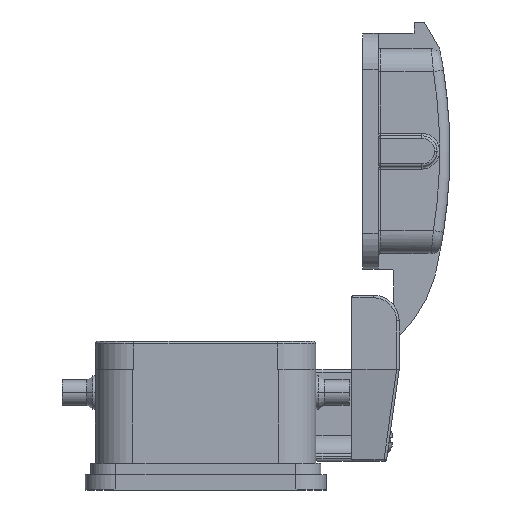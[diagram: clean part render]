
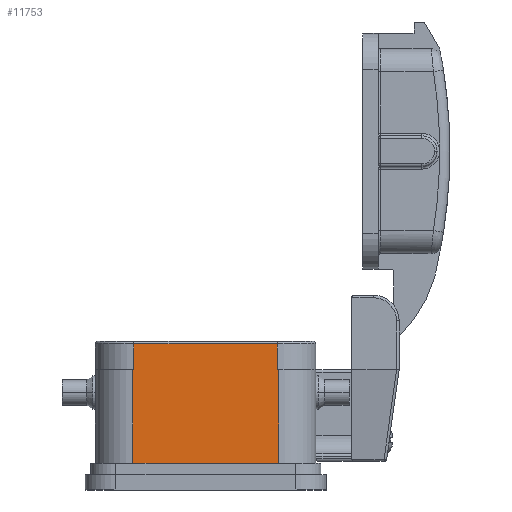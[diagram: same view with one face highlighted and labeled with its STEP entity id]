
A CAD part, left-side view. The second image highlights one B-rep face of the part: STEP entity #11753.
In plain terms, the highlighted planar face has unit normal (-1, 0, 0).
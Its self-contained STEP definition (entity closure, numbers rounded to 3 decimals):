
#82 = LINE ( 'NONE', #11458, #12117 ) ;
#318 = EDGE_CURVE ( 'NONE', #1518, #12844, #3467, .T. ) ;
#561 = DIRECTION ( 'NONE',  ( 0., 0., 1. ) ) ;
#1518 = VERTEX_POINT ( 'NONE', #9035 ) ;
#1599 = LINE ( 'NONE', #6200, #4195 ) ;
#1696 = EDGE_CURVE ( 'NONE', #11739, #5189, #10942, .T. ) ;
#1998 = ORIENTED_EDGE ( 'NONE', *, *, #1696, .F. ) ;
#2331 = LINE ( 'NONE', #7963, #7364 ) ;
#2928 = VERTEX_POINT ( 'NONE', #13347 ) ;
#3285 = CARTESIAN_POINT ( 'NONE',  ( -60.733, 10.976, 155.15 ) ) ;
#3382 = ORIENTED_EDGE ( 'NONE', *, *, #9632, .T. ) ;
#3446 = VERTEX_POINT ( 'NONE', #3965 ) ;
#3467 = LINE ( 'NONE', #4353, #9760 ) ;
#3965 = CARTESIAN_POINT ( 'NONE',  ( -60.733, -17.024, 155.15 ) ) ;
#4119 = DIRECTION ( 'NONE',  ( 0., 0., 1. ) ) ;
#4195 = VECTOR ( 'NONE', #4119, 1000. ) ;
#4243 = EDGE_CURVE ( 'NONE', #1518, #3446, #6061, .T. ) ;
#4353 = CARTESIAN_POINT ( 'NONE',  ( -60.733, 19.476, 150.15 ) ) ;
#4562 = DIRECTION ( 'NONE',  ( 0., 1., 0. ) ) ;
#4829 = LINE ( 'NONE', #7273, #8743 ) ;
#5009 = ORIENTED_EDGE ( 'NONE', *, *, #13250, .T. ) ;
#5189 = VERTEX_POINT ( 'NONE', #12205 ) ;
#5524 = VERTEX_POINT ( 'NONE', #8696 ) ;
#5577 = ORIENTED_EDGE ( 'NONE', *, *, #4243, .T. ) ;
#6061 = LINE ( 'NONE', #11861, #14570 ) ;
#6200 = CARTESIAN_POINT ( 'NONE',  ( -60.733, -17.274, 150.15 ) ) ;
#6478 = LINE ( 'NONE', #3285, #12315 ) ;
#6635 = DIRECTION ( 'NONE',  ( 0., 0., -1. ) ) ;
#6728 = CARTESIAN_POINT ( 'NONE',  ( -60.733, -17.274, 150.15 ) ) ;
#6928 = DIRECTION ( 'NONE',  ( 0., 0., -1. ) ) ;
#7024 = CARTESIAN_POINT ( 'NONE',  ( -60.733, 11.226, 150.15 ) ) ;
#7135 = CARTESIAN_POINT ( 'NONE',  ( -60.733, 19.476, 150.15 ) ) ;
#7273 = CARTESIAN_POINT ( 'NONE',  ( -60.733, 19.476, 150.15 ) ) ;
#7364 = VECTOR ( 'NONE', #6928, 1000. ) ;
#7963 = CARTESIAN_POINT ( 'NONE',  ( -60.733, 10.976, 155.65 ) ) ;
#8525 = ORIENTED_EDGE ( 'NONE', *, *, #12011, .T. ) ;
#8648 = EDGE_CURVE ( 'NONE', #10477, #2928, #4829, .T. ) ;
#8696 = CARTESIAN_POINT ( 'NONE',  ( -60.733, 10.976, 155.15 ) ) ;
#8743 = VECTOR ( 'NONE', #11804, 1000. ) ;
#9029 = DIRECTION ( 'NONE',  ( 1., 0., 0. ) ) ;
#9035 = CARTESIAN_POINT ( 'NONE',  ( -60.733, -17.024, 150.15 ) ) ;
#9037 = VECTOR ( 'NONE', #13036, 1000. ) ;
#9632 = EDGE_CURVE ( 'NONE', #5524, #2928, #2331, .T. ) ;
#9760 = VECTOR ( 'NONE', #11184, 1000. ) ;
#10400 = AXIS2_PLACEMENT_3D ( 'NONE', #7135, #9029, #4562 ) ;
#10477 = VERTEX_POINT ( 'NONE', #7024 ) ;
#10536 = EDGE_CURVE ( 'NONE', #11739, #12844, #1599, .T. ) ;
#10942 = LINE ( 'NONE', #14306, #9037 ) ;
#11184 = DIRECTION ( 'NONE',  ( 0., -1., 0. ) ) ;
#11458 = CARTESIAN_POINT ( 'NONE',  ( -60.733, 11.226, 131.85 ) ) ;
#11739 = VERTEX_POINT ( 'NONE', #13490 ) ;
#11753 = ADVANCED_FACE ( 'NONE', ( #12798 ), #12522, .F. ) ;
#11804 = DIRECTION ( 'NONE',  ( 0., -1., 0. ) ) ;
#11861 = CARTESIAN_POINT ( 'NONE',  ( -60.733, -17.024, 155.65 ) ) ;
#12011 = EDGE_CURVE ( 'NONE', #3446, #5524, #6478, .T. ) ;
#12079 = ORIENTED_EDGE ( 'NONE', *, *, #8648, .F. ) ;
#12117 = VECTOR ( 'NONE', #6635, 1000. ) ;
#12205 = CARTESIAN_POINT ( 'NONE',  ( -60.733, 11.226, 131.85 ) ) ;
#12315 = VECTOR ( 'NONE', #13390, 1000. ) ;
#12522 = PLANE ( 'NONE',  #10400 ) ;
#12624 = ORIENTED_EDGE ( 'NONE', *, *, #318, .F. ) ;
#12798 = FACE_OUTER_BOUND ( 'NONE', #13445, .T. ) ;
#12844 = VERTEX_POINT ( 'NONE', #6728 ) ;
#13020 = ORIENTED_EDGE ( 'NONE', *, *, #10536, .T. ) ;
#13036 = DIRECTION ( 'NONE',  ( 0., 1., 0. ) ) ;
#13250 = EDGE_CURVE ( 'NONE', #10477, #5189, #82, .T. ) ;
#13347 = CARTESIAN_POINT ( 'NONE',  ( -60.733, 10.976, 150.15 ) ) ;
#13390 = DIRECTION ( 'NONE',  ( 0., 1., 0. ) ) ;
#13445 = EDGE_LOOP ( 'NONE', ( #1998, #13020, #12624, #5577, #8525, #3382, #12079, #5009 ) ) ;
#13490 = CARTESIAN_POINT ( 'NONE',  ( -60.733, -17.274, 131.85 ) ) ;
#14306 = CARTESIAN_POINT ( 'NONE',  ( -60.733, -3.024, 131.85 ) ) ;
#14570 = VECTOR ( 'NONE', #561, 1000. ) ;
